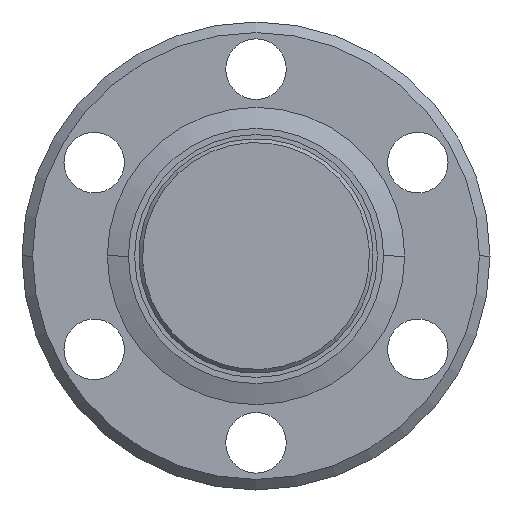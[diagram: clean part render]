
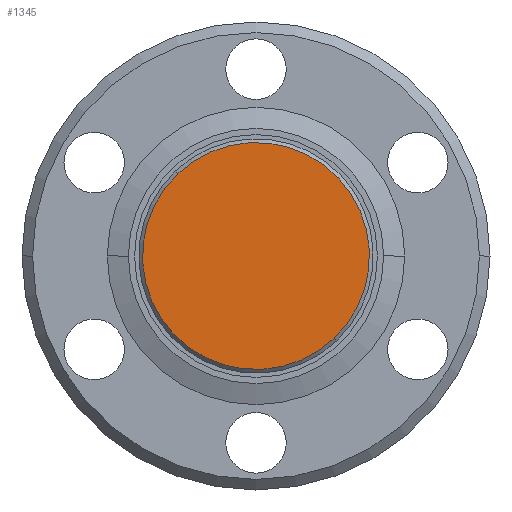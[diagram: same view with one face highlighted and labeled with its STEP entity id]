
A CAD part, front view. The second image highlights one B-rep face of the part: STEP entity #1345.
In plain terms, the highlighted planar face has unit normal (0, -1, 0).
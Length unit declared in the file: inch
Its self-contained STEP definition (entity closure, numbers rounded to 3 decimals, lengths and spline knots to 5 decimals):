
#184 = VERTEX_POINT ( 'NONE', #187 ) ;
#187 = CARTESIAN_POINT ( 'NONE',  ( -0.22184, 0.123, 0.23408 ) ) ;
#327 = VERTEX_POINT ( 'NONE', #360 ) ;
#360 = CARTESIAN_POINT ( 'NONE',  ( 0.22184, 0.123, -0.23408 ) ) ;
#385 = ORIENTED_EDGE ( 'NONE', *, *, #1318, .F. ) ;
#388 = ORIENTED_EDGE ( 'NONE', *, *, #1342, .F. ) ;
#534 = EDGE_LOOP ( 'NONE', ( #388, #385 ) ) ;
#735 = AXIS2_PLACEMENT_3D ( 'NONE', #1005, #1004, #1002 ) ;
#739 = CIRCLE ( 'NONE', #735, 0.3225 ) ;
#746 = AXIS2_PLACEMENT_3D ( 'NONE', #986, #985, #984 ) ;
#780 = AXIS2_PLACEMENT_3D ( 'NONE', #1156, #1154, #1153 ) ;
#783 = CIRCLE ( 'NONE', #780, 0.3225 ) ;
#984 = DIRECTION ( 'NONE',  ( 0.547, 0., -0.837 ) ) ;
#985 = DIRECTION ( 'NONE',  ( 0., -1., 0. ) ) ;
#986 = CARTESIAN_POINT ( 'NONE',  ( 0., 0.123, 0. ) ) ;
#987 = PLANE ( 'NONE',  #746 ) ;
#996 = FACE_OUTER_BOUND ( 'NONE', #534, .T. ) ;
#1002 = DIRECTION ( 'NONE',  ( 0.547, 0., -0.837 ) ) ;
#1004 = DIRECTION ( 'NONE',  ( 0., 1., 0. ) ) ;
#1005 = CARTESIAN_POINT ( 'NONE',  ( 0., 0.123, 0. ) ) ;
#1153 = DIRECTION ( 'NONE',  ( 0.547, 0., -0.837 ) ) ;
#1154 = DIRECTION ( 'NONE',  ( 0., 1., 0. ) ) ;
#1156 = CARTESIAN_POINT ( 'NONE',  ( 0., 0.123, 0. ) ) ;
#1318 = EDGE_CURVE ( 'NONE', #184, #327, #783, .T. ) ;
#1342 = EDGE_CURVE ( 'NONE', #327, #184, #739, .T. ) ;
#1345 = ADVANCED_FACE ( 'NONE', ( #996 ), #987, .T. ) ;
